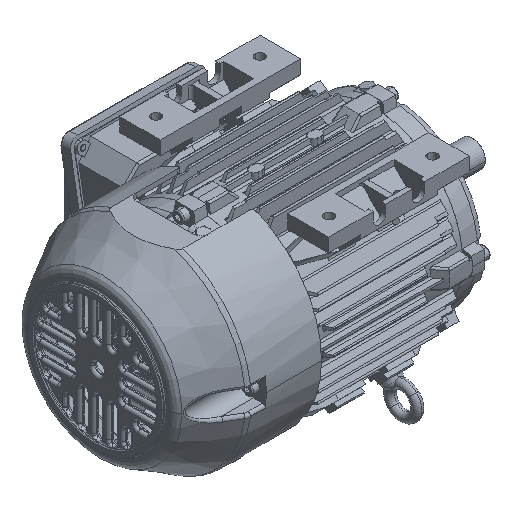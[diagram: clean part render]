
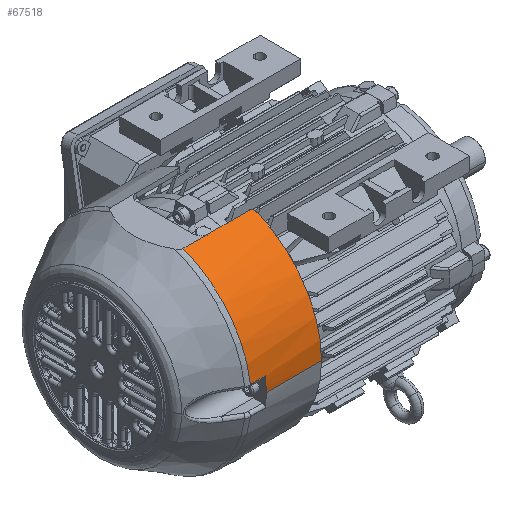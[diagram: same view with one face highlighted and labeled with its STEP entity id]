
A CAD part, isometric view. The second image highlights one B-rep face of the part: STEP entity #67518.
In plain terms, the highlighted cylindrical face has radius 115 mm (diameter 230 mm), a partial arc.
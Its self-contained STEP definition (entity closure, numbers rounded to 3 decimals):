
#15788 = EDGE_LOOP ( 'NONE', ( #67491, #67493, #67494, #67497, #67500, #67503, #67563, #67565 ) ) ;
#17338 = VERTEX_POINT ( 'NONE', #53986 ) ;
#17353 = VERTEX_POINT ( 'NONE', #54030 ) ;
#17411 = EDGE_CURVE ( 'NONE', #17338, #17353, #54138, .T. ) ;
#35443 = CARTESIAN_POINT ( 'NONE',  ( 0., -106.452, 43.509 ) ) ;
#35444 = DIRECTION ( 'NONE',  ( 0., 0., 1. ) ) ;
#35445 = DIRECTION ( 'NONE',  ( -1., 0., 0. ) ) ;
#35446 = CARTESIAN_POINT ( 'NONE',  ( 0., 0., 0. ) ) ;
#35447 = AXIS2_PLACEMENT_3D ( 'NONE', #35446, #35445, #35444 ) ;
#35448 = CIRCLE ( 'NONE', #35447, 115. ) ;
#35449 = DIRECTION ( 'NONE',  ( 0., 0., 1. ) ) ;
#35450 = DIRECTION ( 'NONE',  ( -1., 0., 0. ) ) ;
#35451 = CARTESIAN_POINT ( 'NONE',  ( 61., 0., 0. ) ) ;
#35452 = AXIS2_PLACEMENT_3D ( 'NONE', #35451, #35450, #35449 ) ;
#35453 = CIRCLE ( 'NONE', #35452, 115. ) ;
#35489 = CARTESIAN_POINT ( 'NONE',  ( 4., -108., 39.509 ) ) ;
#35490 = CARTESIAN_POINT ( 'NONE',  ( 3.726, -108., 39.509 ) ) ;
#35491 = CARTESIAN_POINT ( 'NONE',  ( 3.451, -107.99, 39.538 ) ) ;
#35492 = CARTESIAN_POINT ( 'NONE',  ( 2.92, -107.949, 39.649 ) ) ;
#35493 = CARTESIAN_POINT ( 'NONE',  ( 2.664, -107.919, 39.73 ) ) ;
#35494 = CARTESIAN_POINT ( 'NONE',  ( 2.171, -107.841, 39.942 ) ) ;
#35495 = CARTESIAN_POINT ( 'NONE',  ( 1.933, -107.792, 40.074 ) ) ;
#35496 = CARTESIAN_POINT ( 'NONE',  ( 1.499, -107.679, 40.376 ) ) ;
#35497 = CARTESIAN_POINT ( 'NONE',  ( 1.3, -107.615, 40.547 ) ) ;
#35498 = CARTESIAN_POINT ( 'NONE',  ( 0.936, -107.472, 40.925 ) ) ;
#35499 = CARTESIAN_POINT ( 'NONE',  ( 0.773, -107.393, 41.132 ) ) ;
#35500 = CARTESIAN_POINT ( 'NONE',  ( 0.496, -107.226, 41.564 ) ) ;
#35501 = CARTESIAN_POINT ( 'NONE',  ( 0.379, -107.138, 41.791 ) ) ;
#35502 = CARTESIAN_POINT ( 'NONE',  ( 0.189, -106.951, 42.267 ) ) ;
#35503 = CARTESIAN_POINT ( 'NONE',  ( 0.118, -106.854, 42.512 ) ) ;
#35504 = CARTESIAN_POINT ( 'NONE',  ( 0.024, -106.656, 43.006 ) ) ;
#35505 = CARTESIAN_POINT ( 'NONE',  ( 0., -106.555, 43.256 ) ) ;
#35506 = CARTESIAN_POINT ( 'NONE',  ( 50., -108., 39.509 ) ) ;
#35507 = DIRECTION ( 'NONE',  ( -1., 0., 0. ) ) ;
#35508 = VECTOR ( 'NONE', #35507, 1000. ) ;
#35509 = CARTESIAN_POINT ( 'NONE',  ( 58., -108., 39.509 ) ) ;
#35510 = CARTESIAN_POINT ( 'NONE',  ( 0., -106.452, 43.509 ) ) ;
#35511 = CARTESIAN_POINT ( 'NONE',  ( 4., -108., 39.509 ) ) ;
#35512 = B_SPLINE_CURVE_WITH_KNOTS ( 'NONE', 3,
 ( #35510, #35505, #35504, #35503, #35502, #35501, #35500, #35499, #35498, #35497, #35496, #35495, #35494, #35493, #35492, #35491, #35490, #35489 ),
 .UNSPECIFIED., .F., .F.,
 ( 4, 2, 2, 2, 2, 2, 2, 2, 4 ),
 ( 0., 0.001, 0.002, 0.002, 0.003, 0.004, 0.005, 0.006, 0.006 ),
 .UNSPECIFIED. ) ;
#35513 = LINE ( 'NONE', #35509, #35508 ) ;
#35514 = CARTESIAN_POINT ( 'NONE',  ( 0., 0., 115. ) ) ;
#35515 = LINE ( 'NONE', #35514, #35571 ) ;
#35516 = CARTESIAN_POINT ( 'NONE',  ( 0., 0., 115. ) ) ;
#35521 = DIRECTION ( 'NONE',  ( 0., 0., 1. ) ) ;
#35522 = DIRECTION ( 'NONE',  ( -1., 0., 0. ) ) ;
#35523 = CARTESIAN_POINT ( 'NONE',  ( 0., 0., 0. ) ) ;
#35524 = AXIS2_PLACEMENT_3D ( 'NONE', #35523, #35522, #35521 ) ;
#35525 = CYLINDRICAL_SURFACE ( 'NONE', #35524, 115. ) ;
#35527 = FACE_OUTER_BOUND ( 'NONE', #15788, .T. ) ;
#35569 = CARTESIAN_POINT ( 'NONE',  ( 61., 0., 115. ) ) ;
#35570 = DIRECTION ( 'NONE',  ( -1., 0., 0. ) ) ;
#35571 = VECTOR ( 'NONE', #35570, 1000. ) ;
#35641 = DIRECTION ( 'NONE',  ( 0., 0., 1. ) ) ;
#35642 = DIRECTION ( 'NONE',  ( -1., 0., 0. ) ) ;
#35643 = CARTESIAN_POINT ( 'NONE',  ( 77.359, 0., 0. ) ) ;
#35644 = AXIS2_PLACEMENT_3D ( 'NONE', #35643, #35642, #35641 ) ;
#35645 = CIRCLE ( 'NONE', #35644, 115. ) ;
#35646 = CARTESIAN_POINT ( 'NONE',  ( 77.359, -108., 39.509 ) ) ;
#35647 = DIRECTION ( 'NONE',  ( -1., 0., 0. ) ) ;
#35648 = VECTOR ( 'NONE', #35647, 1000. ) ;
#35649 = CARTESIAN_POINT ( 'NONE',  ( 135., -108., 39.509 ) ) ;
#35650 = LINE ( 'NONE', #35649, #35648 ) ;
#53986 = CARTESIAN_POINT ( 'NONE',  ( 77.359, -15.402, 113.964 ) ) ;
#54030 = CARTESIAN_POINT ( 'NONE',  ( 61., -15.402, 113.964 ) ) ;
#54135 = DIRECTION ( 'NONE',  ( -1., 0., 0. ) ) ;
#54136 = VECTOR ( 'NONE', #54135, 1000. ) ;
#54137 = CARTESIAN_POINT ( 'NONE',  ( 0., -15.402, 113.964 ) ) ;
#54138 = LINE ( 'NONE', #54137, #54136 ) ;
#67491 = ORIENTED_EDGE ( 'NONE', *, *, #67492, .T. ) ;
#67492 = EDGE_CURVE ( 'NONE', #17353, #67524, #35453, .T. ) ;
#67493 = ORIENTED_EDGE ( 'NONE', *, *, #67523, .T. ) ;
#67494 = ORIENTED_EDGE ( 'NONE', *, *, #67495, .F. ) ;
#67495 = EDGE_CURVE ( 'NONE', #67496, #67521, #35448, .T. ) ;
#67496 = VERTEX_POINT ( 'NONE', #35443 ) ;
#67497 = ORIENTED_EDGE ( 'NONE', *, *, #67498, .T. ) ;
#67498 = EDGE_CURVE ( 'NONE', #67496, #67499, #35512, .T. ) ;
#67499 = VERTEX_POINT ( 'NONE', #35511 ) ;
#67500 = ORIENTED_EDGE ( 'NONE', *, *, #67501, .F. ) ;
#67501 = EDGE_CURVE ( 'NONE', #67502, #67499, #35513, .T. ) ;
#67502 = VERTEX_POINT ( 'NONE', #35506 ) ;
#67503 = ORIENTED_EDGE ( 'NONE', *, *, #67561, .F. ) ;
#67518 = ADVANCED_FACE ( 'NONE', ( #35527 ), #35525, .T. ) ;
#67521 = VERTEX_POINT ( 'NONE', #35516 ) ;
#67523 = EDGE_CURVE ( 'NONE', #67524, #67521, #35515, .T. ) ;
#67524 = VERTEX_POINT ( 'NONE', #35569 ) ;
#67561 = EDGE_CURVE ( 'NONE', #67562, #67502, #35650, .T. ) ;
#67562 = VERTEX_POINT ( 'NONE', #35646 ) ;
#67563 = ORIENTED_EDGE ( 'NONE', *, *, #67564, .T. ) ;
#67564 = EDGE_CURVE ( 'NONE', #67562, #17338, #35645, .T. ) ;
#67565 = ORIENTED_EDGE ( 'NONE', *, *, #17411, .T. ) ;
